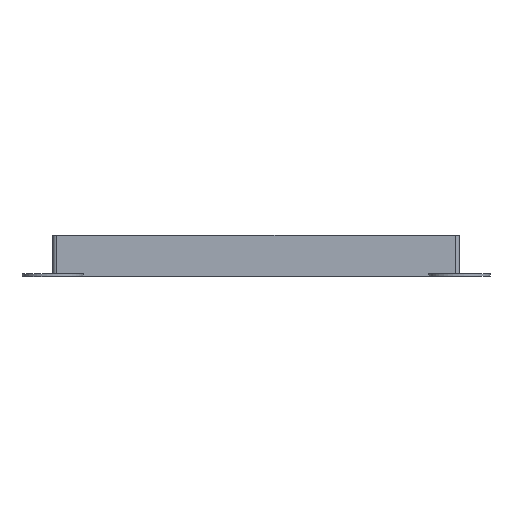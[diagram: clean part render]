
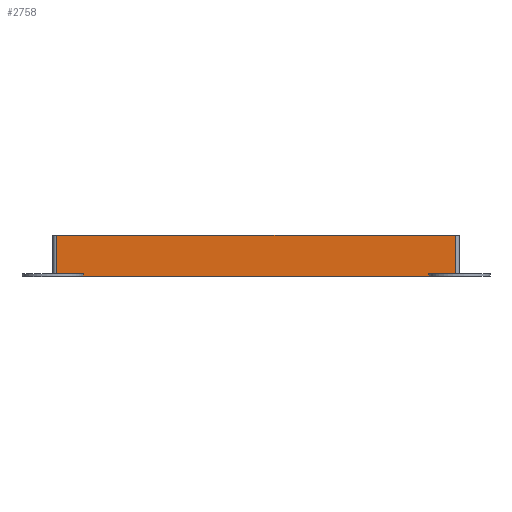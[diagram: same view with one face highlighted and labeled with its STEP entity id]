
A CAD part, top view. The second image highlights one B-rep face of the part: STEP entity #2758.
In plain terms, the highlighted planar face has unit normal (0, 0, 1).
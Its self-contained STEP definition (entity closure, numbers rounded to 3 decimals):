
#44=PLANE('',#2906);
#163=FACE_OUTER_BOUND('',#295,.T.);
#295=EDGE_LOOP('',(#1925,#1926,#1927,#1928,#1929,#1930,#1931,#1932));
#455=LINE('',#3784,#833);
#457=LINE('',#3790,#835);
#458=LINE('',#3792,#836);
#459=LINE('',#3794,#837);
#460=LINE('',#3796,#838);
#461=LINE('',#3798,#839);
#462=LINE('',#3800,#840);
#463=LINE('',#3801,#841);
#833=VECTOR('',#3074,10.);
#835=VECTOR('',#3080,10.);
#836=VECTOR('',#3081,10.);
#837=VECTOR('',#3082,10.);
#838=VECTOR('',#3083,10.);
#839=VECTOR('',#3084,10.);
#840=VECTOR('',#3085,10.);
#841=VECTOR('',#3086,10.);
#1245=VERTEX_POINT('',#3781);
#1246=VERTEX_POINT('',#3783);
#1248=VERTEX_POINT('',#3789);
#1249=VERTEX_POINT('',#3791);
#1250=VERTEX_POINT('',#3793);
#1251=VERTEX_POINT('',#3795);
#1252=VERTEX_POINT('',#3797);
#1253=VERTEX_POINT('',#3799);
#1511=EDGE_CURVE('',#1245,#1246,#455,.T.);
#1514=EDGE_CURVE('',#1248,#1245,#457,.F.);
#1515=EDGE_CURVE('',#1249,#1248,#458,.T.);
#1516=EDGE_CURVE('',#1249,#1250,#459,.T.);
#1517=EDGE_CURVE('',#1250,#1251,#460,.T.);
#1518=EDGE_CURVE('',#1252,#1251,#461,.T.);
#1519=EDGE_CURVE('',#1252,#1253,#462,.T.);
#1520=EDGE_CURVE('',#1253,#1246,#463,.T.);
#1925=ORIENTED_EDGE('',*,*,#1511,.F.);
#1926=ORIENTED_EDGE('',*,*,#1514,.F.);
#1927=ORIENTED_EDGE('',*,*,#1515,.F.);
#1928=ORIENTED_EDGE('',*,*,#1516,.T.);
#1929=ORIENTED_EDGE('',*,*,#1517,.T.);
#1930=ORIENTED_EDGE('',*,*,#1518,.F.);
#1931=ORIENTED_EDGE('',*,*,#1519,.T.);
#1932=ORIENTED_EDGE('',*,*,#1520,.T.);
#2758=ADVANCED_FACE('',(#163),#44,.T.);
#2906=AXIS2_PLACEMENT_3D('',#3788,#3078,#3079);
#3074=DIRECTION('',(0.,-1.,0.));
#3078=DIRECTION('center_axis',(0.,0.,1.));
#3079=DIRECTION('ref_axis',(1.,0.,0.));
#3080=DIRECTION('',(-1.,0.,0.));
#3081=DIRECTION('',(0.,1.,0.));
#3082=DIRECTION('',(1.,0.,0.));
#3083=DIRECTION('',(0.,-1.,0.));
#3084=DIRECTION('',(-1.,0.,0.));
#3085=DIRECTION('',(0.,1.,0.));
#3086=DIRECTION('',(1.,0.,0.));
#3781=CARTESIAN_POINT('',(155.096,11.431,59.));
#3783=CARTESIAN_POINT('',(155.096,2.031,59.));
#3784=CARTESIAN_POINT('',(155.096,6.431,59.));
#3788=CARTESIAN_POINT('Origin',(55.431,6.431,59.));
#3789=CARTESIAN_POINT('',(57.431,11.431,59.));
#3790=CARTESIAN_POINT('',(80.856,11.431,59.));
#3791=CARTESIAN_POINT('',(57.431,2.031,59.));
#3792=CARTESIAN_POINT('',(57.431,6.431,59.));
#3793=CARTESIAN_POINT('',(63.931,2.031,59.));
#3794=CARTESIAN_POINT('',(55.931,2.031,59.));
#3795=CARTESIAN_POINT('',(63.931,1.431,59.));
#3796=CARTESIAN_POINT('',(63.931,1.431,59.));
#3797=CARTESIAN_POINT('',(148.622,1.431,59.));
#3798=CARTESIAN_POINT('',(80.856,1.431,59.));
#3799=CARTESIAN_POINT('',(148.622,2.031,59.));
#3800=CARTESIAN_POINT('',(148.622,1.431,59.));
#3801=CARTESIAN_POINT('',(105.777,2.031,59.));
